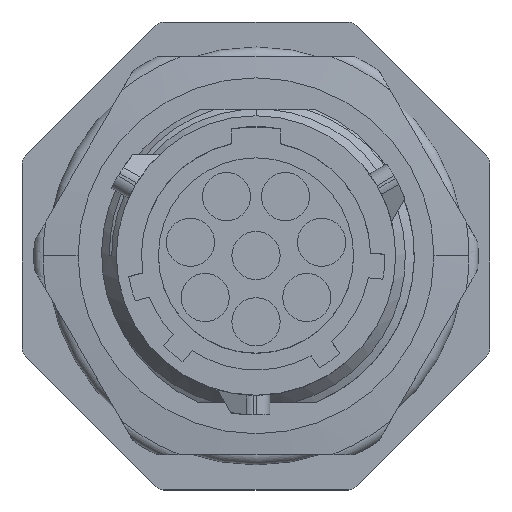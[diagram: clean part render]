
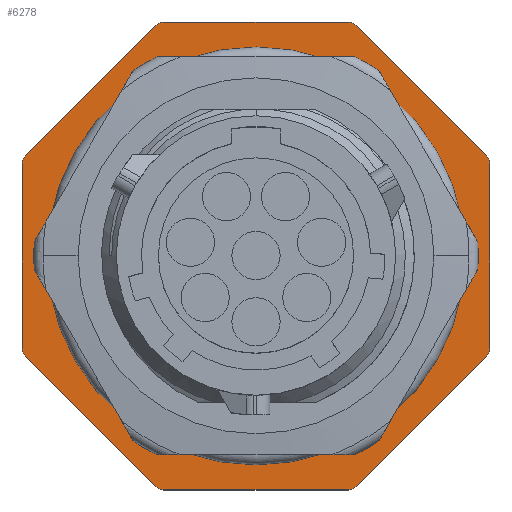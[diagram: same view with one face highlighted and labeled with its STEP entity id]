
A CAD part, top view. The second image highlights one B-rep face of the part: STEP entity #6278.
In plain terms, the highlighted planar face has unit normal (0, 0, 1).
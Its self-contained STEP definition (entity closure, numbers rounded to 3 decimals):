
#1141=DIRECTION('',(0.707,-0.707,0.));
#1142=VECTOR('',#1141,12.53);
#1143=CARTESIAN_POINT('',(6.795,15.655,1.7));
#1144=LINE('',#1143,#1142);
#1145=DIRECTION('',(0.,-1.,0.));
#1146=VECTOR('',#1145,12.53);
#1147=CARTESIAN_POINT('',(15.875,6.265,1.7));
#1148=LINE('',#1147,#1146);
#1149=DIRECTION('',(-0.707,-0.707,0.));
#1150=VECTOR('',#1149,12.53);
#1151=CARTESIAN_POINT('',(15.655,-6.795,1.7));
#1152=LINE('',#1151,#1150);
#1153=DIRECTION('',(-1.,0.,0.));
#1154=VECTOR('',#1153,12.53);
#1155=CARTESIAN_POINT('',(6.265,-15.875,1.7));
#1156=LINE('',#1155,#1154);
#1157=DIRECTION('',(-0.707,0.707,0.));
#1158=VECTOR('',#1157,12.53);
#1159=CARTESIAN_POINT('',(-6.795,-15.655,1.7));
#1160=LINE('',#1159,#1158);
#1161=DIRECTION('',(0.,1.,0.));
#1162=VECTOR('',#1161,12.53);
#1163=CARTESIAN_POINT('',(-15.875,-6.265,1.7));
#1164=LINE('',#1163,#1162);
#1165=DIRECTION('',(0.707,0.707,0.));
#1166=VECTOR('',#1165,12.53);
#1167=CARTESIAN_POINT('',(-15.655,6.795,1.7));
#1168=LINE('',#1167,#1166);
#1169=DIRECTION('',(1.,0.,0.));
#1170=VECTOR('',#1169,12.53);
#1171=CARTESIAN_POINT('',(-6.265,15.875,1.7));
#1172=LINE('',#1171,#1170);
#1173=CARTESIAN_POINT('',(0.,0.,1.7));
#1174=DIRECTION('',(0.,0.,1.));
#1175=DIRECTION('',(-1.,0.,0.));
#1176=AXIS2_PLACEMENT_3D('',#1173,#1174,#1175);
#1178=CARTESIAN_POINT('',(0.,0.,1.7));
#1179=DIRECTION('',(0.,0.,1.));
#1180=DIRECTION('',(1.,0.,0.));
#1181=AXIS2_PLACEMENT_3D('',#1178,#1179,#1180);
#1187=CARTESIAN_POINT('',(6.265,15.125,1.7));
#1188=DIRECTION('',(0.,0.,1.));
#1189=DIRECTION('',(0.707,0.707,0.));
#1190=AXIS2_PLACEMENT_3D('',#1187,#1188,#1189);
#1237=CARTESIAN_POINT('',(-6.265,15.125,1.7));
#1238=DIRECTION('',(0.,0.,1.));
#1239=DIRECTION('',(0.,1.,0.));
#1240=AXIS2_PLACEMENT_3D('',#1237,#1238,#1239);
#1255=CARTESIAN_POINT('',(-15.125,6.265,1.7));
#1256=DIRECTION('',(0.,0.,1.));
#1257=DIRECTION('',(-0.707,0.707,0.));
#1258=AXIS2_PLACEMENT_3D('',#1255,#1256,#1257);
#1273=CARTESIAN_POINT('',(-15.125,-6.265,1.7));
#1274=DIRECTION('',(0.,0.,1.));
#1275=DIRECTION('',(-1.,0.,0.));
#1276=AXIS2_PLACEMENT_3D('',#1273,#1274,#1275);
#1291=CARTESIAN_POINT('',(-6.265,-15.125,1.7));
#1292=DIRECTION('',(0.,0.,1.));
#1293=DIRECTION('',(-0.707,-0.707,0.));
#1294=AXIS2_PLACEMENT_3D('',#1291,#1292,#1293);
#1309=CARTESIAN_POINT('',(6.265,-15.125,1.7));
#1310=DIRECTION('',(0.,0.,1.));
#1311=DIRECTION('',(0.,-1.,0.));
#1312=AXIS2_PLACEMENT_3D('',#1309,#1310,#1311);
#1327=CARTESIAN_POINT('',(15.125,-6.265,1.7));
#1328=DIRECTION('',(0.,0.,1.));
#1329=DIRECTION('',(0.707,-0.707,0.));
#1330=AXIS2_PLACEMENT_3D('',#1327,#1328,#1329);
#1345=CARTESIAN_POINT('',(15.125,6.265,1.7));
#1346=DIRECTION('',(0.,0.,1.));
#1347=DIRECTION('',(1.,0.,0.));
#1348=AXIS2_PLACEMENT_3D('',#1345,#1346,#1347);
#4352=CARTESIAN_POINT('',(6.795,15.655,1.7));
#4354=VERTEX_POINT('',#4352);
#4355=CARTESIAN_POINT('',(6.265,15.875,1.7));
#4356=VERTEX_POINT('',#4355);
#4360=CARTESIAN_POINT('',(15.875,6.265,1.7));
#4362=VERTEX_POINT('',#4360);
#4363=CARTESIAN_POINT('',(15.655,6.795,1.7));
#4364=VERTEX_POINT('',#4363);
#4368=CARTESIAN_POINT('',(15.655,-6.795,1.7));
#4370=VERTEX_POINT('',#4368);
#4371=CARTESIAN_POINT('',(15.875,-6.265,1.7));
#4372=VERTEX_POINT('',#4371);
#4376=CARTESIAN_POINT('',(-6.265,15.875,1.7));
#4378=VERTEX_POINT('',#4376);
#4379=CARTESIAN_POINT('',(-6.795,15.655,1.7));
#4380=VERTEX_POINT('',#4379);
#4384=CARTESIAN_POINT('',(6.265,-15.875,1.7));
#4386=VERTEX_POINT('',#4384);
#4387=CARTESIAN_POINT('',(6.795,-15.655,1.7));
#4388=VERTEX_POINT('',#4387);
#4392=CARTESIAN_POINT('',(-6.795,-15.655,1.7));
#4394=VERTEX_POINT('',#4392);
#4395=CARTESIAN_POINT('',(-6.265,-15.875,1.7));
#4396=VERTEX_POINT('',#4395);
#4400=CARTESIAN_POINT('',(-15.875,-6.265,1.7));
#4402=VERTEX_POINT('',#4400);
#4403=CARTESIAN_POINT('',(-15.655,-6.795,1.7));
#4404=VERTEX_POINT('',#4403);
#4408=CARTESIAN_POINT('',(-15.655,6.795,1.7));
#4410=VERTEX_POINT('',#4408);
#4411=CARTESIAN_POINT('',(-15.875,6.265,1.7));
#4412=VERTEX_POINT('',#4411);
#4678=CARTESIAN_POINT('',(-13.804,0.,1.7));
#4679=CARTESIAN_POINT('',(13.804,0.,1.7));
#4680=VERTEX_POINT('',#4678);
#4681=VERTEX_POINT('',#4679);
#6235=CARTESIAN_POINT('',(0.,0.,1.7));
#6236=DIRECTION('',(0.,0.,-1.));
#6237=DIRECTION('',(0.,-1.,0.));
#6238=AXIS2_PLACEMENT_3D('',#6235,#6236,#6237);
#6239=PLANE('',#6238);
#6241=ORIENTED_EDGE('',*,*,#6240,.F.);
#6243=ORIENTED_EDGE('',*,*,#6242,.T.);
#6245=ORIENTED_EDGE('',*,*,#6244,.F.);
#6247=ORIENTED_EDGE('',*,*,#6246,.T.);
#6249=ORIENTED_EDGE('',*,*,#6248,.F.);
#6251=ORIENTED_EDGE('',*,*,#6250,.T.);
#6253=ORIENTED_EDGE('',*,*,#6252,.F.);
#6255=ORIENTED_EDGE('',*,*,#6254,.T.);
#6257=ORIENTED_EDGE('',*,*,#6256,.F.);
#6259=ORIENTED_EDGE('',*,*,#6258,.T.);
#6261=ORIENTED_EDGE('',*,*,#6260,.F.);
#6263=ORIENTED_EDGE('',*,*,#6262,.T.);
#6265=ORIENTED_EDGE('',*,*,#6264,.F.);
#6267=ORIENTED_EDGE('',*,*,#6266,.T.);
#6269=ORIENTED_EDGE('',*,*,#6268,.F.);
#6271=ORIENTED_EDGE('',*,*,#6270,.T.);
#6272=EDGE_LOOP('',(#6241,#6243,#6245,#6247,#6249,#6251,#6253,#6255,#6257,#6259,
#6261,#6263,#6265,#6267,#6269,#6271));
#6273=FACE_OUTER_BOUND('',#6272,.F.);
#6274=ORIENTED_EDGE('',*,*,#6202,.T.);
#6275=ORIENTED_EDGE('',*,*,#6217,.T.);
#6276=EDGE_LOOP('',(#6274,#6275));
#6277=FACE_BOUND('',#6276,.F.);
#6278=ADVANCED_FACE('',(#6273,#6277),#6239,.F.);
#1177=CIRCLE('',#1176,13.804);
#1182=CIRCLE('',#1181,13.804);
#1191=CIRCLE('',#1190,0.75);
#1241=CIRCLE('',#1240,0.75);
#1259=CIRCLE('',#1258,0.75);
#1277=CIRCLE('',#1276,0.75);
#1295=CIRCLE('',#1294,0.75);
#1313=CIRCLE('',#1312,0.75);
#1331=CIRCLE('',#1330,0.75);
#1349=CIRCLE('',#1348,0.75);
#6202=EDGE_CURVE('',#4680,#4681,#1177,.T.);
#6217=EDGE_CURVE('',#4681,#4680,#1182,.T.);
#6240=EDGE_CURVE('',#4354,#4356,#1191,.T.);
#6242=EDGE_CURVE('',#4354,#4364,#1144,.T.);
#6244=EDGE_CURVE('',#4362,#4364,#1349,.T.);
#6246=EDGE_CURVE('',#4362,#4372,#1148,.T.);
#6248=EDGE_CURVE('',#4370,#4372,#1331,.T.);
#6250=EDGE_CURVE('',#4370,#4388,#1152,.T.);
#6252=EDGE_CURVE('',#4386,#4388,#1313,.T.);
#6254=EDGE_CURVE('',#4386,#4396,#1156,.T.);
#6256=EDGE_CURVE('',#4394,#4396,#1295,.T.);
#6258=EDGE_CURVE('',#4394,#4404,#1160,.T.);
#6260=EDGE_CURVE('',#4402,#4404,#1277,.T.);
#6262=EDGE_CURVE('',#4402,#4412,#1164,.T.);
#6264=EDGE_CURVE('',#4410,#4412,#1259,.T.);
#6266=EDGE_CURVE('',#4410,#4380,#1168,.T.);
#6268=EDGE_CURVE('',#4378,#4380,#1241,.T.);
#6270=EDGE_CURVE('',#4378,#4356,#1172,.T.);
